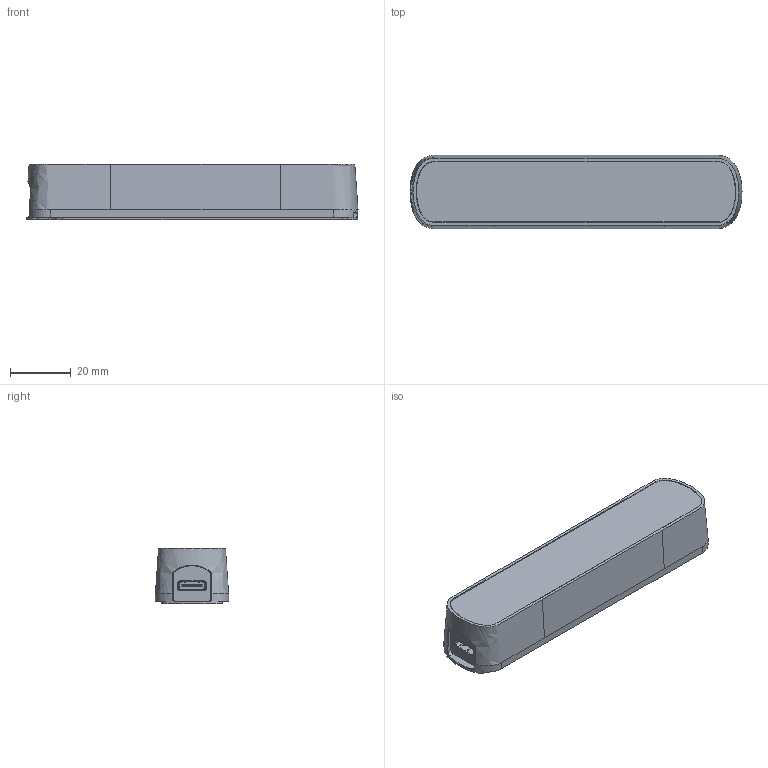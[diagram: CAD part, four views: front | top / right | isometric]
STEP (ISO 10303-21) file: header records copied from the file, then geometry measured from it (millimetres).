
FILE_DESCRIPTION(/* description */ (''),/* implementation_level */ '2;1');
FILE_NAME(/* name */ 'ST02_stp.stp',/* time_stamp */ '2019-01-22T22:01:11+08:00',/* author */ (''),/* organization */ (''),/* preprocessor_version */ 'ST-DEVELOPER v14',/* originating_system */ 'SIEMENS PLM Software NX 8.0',/* authorisation */ '');
FILE_SCHEMA (('AP203_CONFIGURATION_CONTROLLED_3D_DESIGN_OF_MECHANICAL_PARTS_AND_ASSEMBLIES_MIM_LF { 1 0 10303 403 2 1 2}'));
Length unit declared in the file: millimetre
Products named in the file (1): ST02_stp
Bounding box: 109.37 x 24.13 x 18.23 mm (x, y, z)
Volume: 42861.6 mm3; surface area: 14853 mm2
Topology: 2 solids, 7 shells, 1158 faces, 3165 edges, 2040 vertices
Faces by surface type: plane 656, cone 214, cylinder 165, bspline 80, torus 33, sphere 10
Full cylindrical faces by diameter (mm): 1.25 x1, 1.6 x3, 3.2 x3, 4.448 x2, 6.785 x1, 7 x2
Entity records: 42065 total; most frequent: CARTESIAN_POINT 13122, ORIENTED_EDGE 6202, DIRECTION 5496, EDGE_CURVE 3101, LINE 2062, VECTOR 2062, VERTEX_POINT 2014, AXIS2_PLACEMENT_3D 1717
